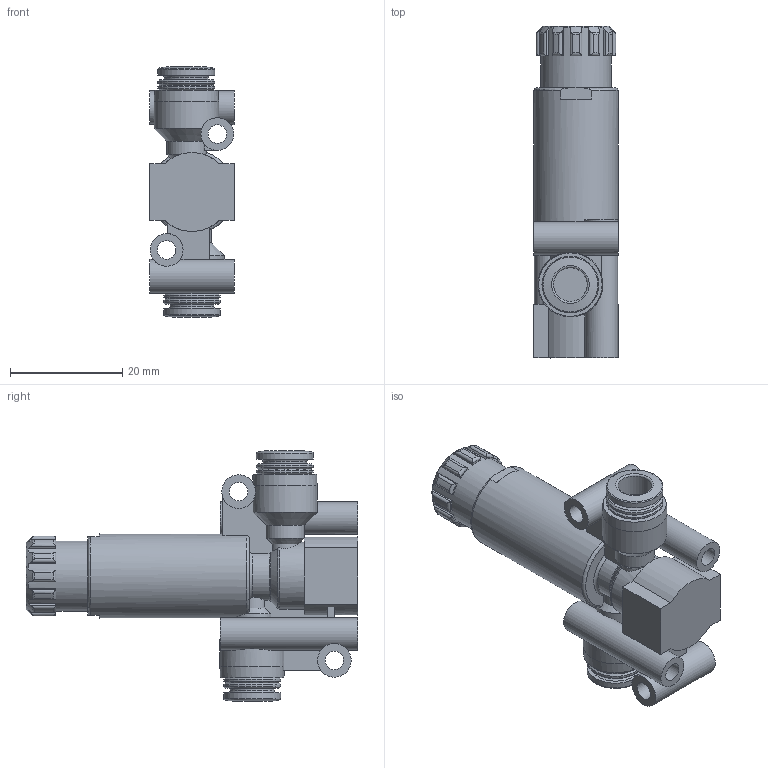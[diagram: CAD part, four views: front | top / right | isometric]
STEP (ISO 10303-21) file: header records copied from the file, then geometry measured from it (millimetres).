
FILE_DESCRIPTION(/* description */ ('STEP AP214'),/* implementation_level */ '2;1');
FILE_NAME(/* name */ '8086001_VRPA-C-Q6-E',/* time_stamp */ '2024-09-17T04:21:04+02:00',/* author */ ('License CC BY-ND 4.0'),/* organization */ ('CADENAS'),/* preprocessor_version */ 'ST-DEVELOPER v19.3',/* originating_system */ 'PARTsolutions',/* authorisation */ ' ');
FILE_SCHEMA (('AUTOMOTIVE_DESIGN {1 0 10303 214 3 1 1}'));
Length unit declared in the file: millimetre
Products named in the file (1): 8086001 VRPA-C-Q6-E---(0_high)
Bounding box: 15 x 59 x 44.59 mm (x, y, z)
Volume: 12490.7 mm3; surface area: 7539.3 mm2
Topology: 1 solids, 1 shells, 223 faces, 620 edges, 405 vertices
Faces by surface type: plane 89, cylinder 72, torus 40, cone 22
Full cylindrical faces by diameter (mm): 3.3 x4, 5 x1, 5.8 x2, 6 x4, 7.8 x2, 10.1 x6, 12.6 x1, 15 x1
Entity records: 8715 total; most frequent: CARTESIAN_POINT 1808, ORIENTED_EDGE 1128, DIRECTION 1036, EDGE_CURVE 564, AXIS2_PLACEMENT_3D 420, VERTEX_POINT 393, EDGE_LOOP 285, FACE_BOUND 285
